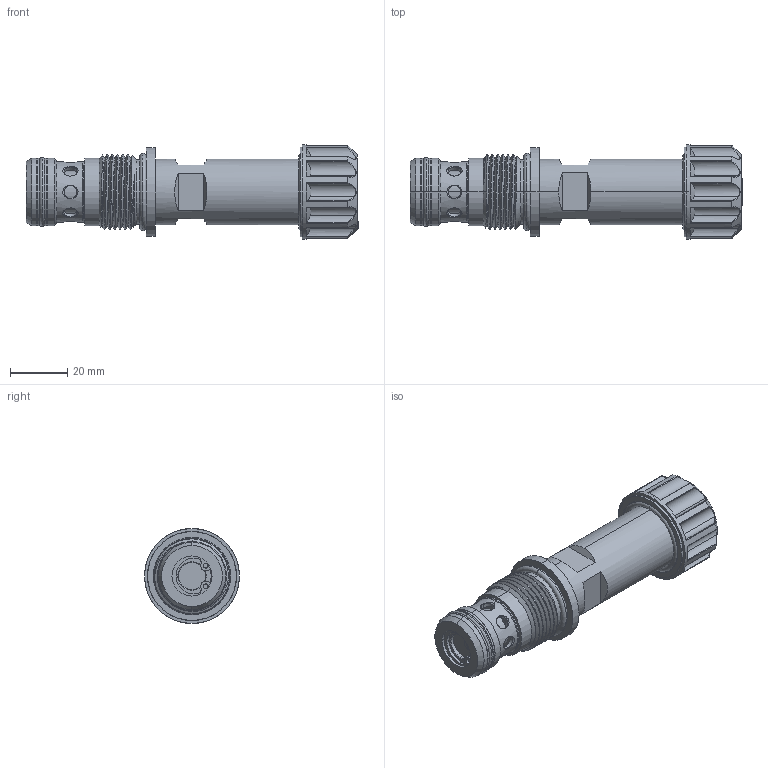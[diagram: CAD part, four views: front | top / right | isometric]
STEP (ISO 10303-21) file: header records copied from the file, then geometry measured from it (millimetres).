
FILE_DESCRIPTION (( 'STEP AP203' ), '1' );
FILE_NAME ('PFC17E2G-N.STEP', '2016-07-26T07:23:08', ( '' ), ( '' ), 'SwSTEP 2.0', 'SolidWorks 2012', '' );
FILE_SCHEMA (( 'CONFIG_CONTROL_DESIGN' ));
Length unit declared in the file: millimetre
Products named in the file (1): PFC17E2G-N
Bounding box: 115.8 x 33.1 x 33.1 mm (x, y, z)
Volume: 52762.1 mm3; surface area: 20841 mm2
Topology: 6 solids, 6 shells, 484 faces, 1170 edges, 724 vertices
Faces by surface type: cylinder 201, plane 117, cone 66, torus 44, bspline 32, sphere 24
Entity records: 23137 total; most frequent: CARTESIAN_POINT 12195, ORIENTED_EDGE 2340, DIRECTION 2196, EDGE_CURVE 1170, AXIS2_PLACEMENT_3D 855, VERTEX_POINT 724, EDGE_LOOP 536, VECTOR 486
